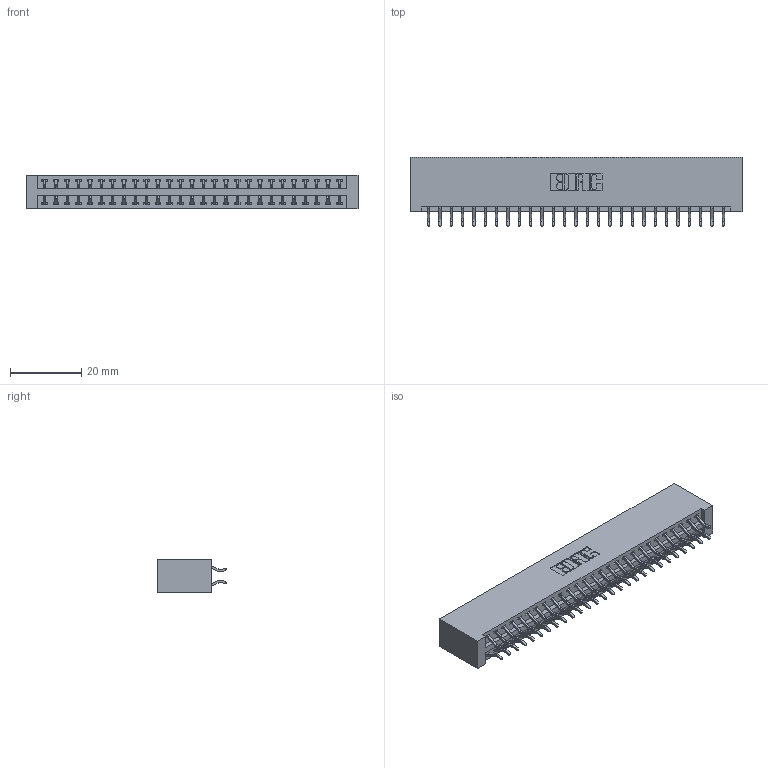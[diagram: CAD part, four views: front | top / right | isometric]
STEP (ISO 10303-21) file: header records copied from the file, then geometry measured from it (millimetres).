
FILE_DESCRIPTION (( 'STEP AP203' ), '1' );
FILE_NAME ('346-054-556-201.STEP', '2018-08-28T01:36:45', ( '' ), ( '' ), 'SwSTEP 2.0', 'SolidWorks 2016', '' );
FILE_SCHEMA (( 'CONFIG_CONTROL_DESIGN' ));
Length unit declared in the file: inch
Products named in the file (3): 346 Part_No Mounting Lugs; 345-292-001_556 Tail; 346-054-556-201
Assembly tree (55 placements, depth 2):
  346-054-556-201
    346 Part_No Mounting Lugs
    345-292-001_556 Tail  x54
Bounding box: 92.96 x 19.57 x 9.4 mm (x, y, z)
Volume: 9519.8 mm3; surface area: 12962.9 mm2
Topology: 55 solids, 55 shells, 3246 faces, 9647 edges, 6358 vertices
Faces by surface type: plane 2178, cylinder 1068
Entity records: 19583 total; most frequent: CARTESIAN_POINT 3260, ORIENTED_EDGE 3182, DIRECTION 2907, EDGE_CURVE 1591, VECTOR 1351, LINE 1351, VERTEX_POINT 1058, AXIS2_PLACEMENT_3D 778
